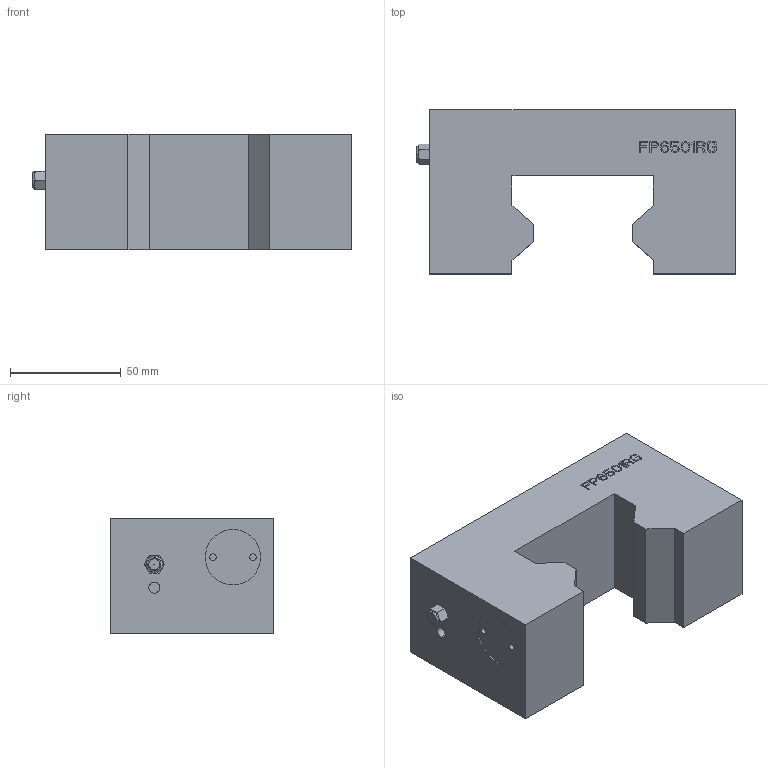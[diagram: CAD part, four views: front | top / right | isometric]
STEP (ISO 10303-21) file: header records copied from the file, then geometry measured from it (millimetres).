
FILE_DESCRIPTION((''),'2;1');
FILE_NAME('FP6501RG','2022-10-12T23:32:47',('lx'),(''),'CREO PARAMETRIC BY PTC INC, 2018100','CREO PARAMETRIC BY PTC INC, 2018100','');
FILE_SCHEMA(('CONFIG_CONTROL_DESIGN'));
Length unit declared in the file: millimetre
Products named in the file (1): FP6501RG
Bounding box: 144 x 74 x 52 mm (x, y, z)
Volume: 394007.7 mm3; surface area: 46219.6 mm2
Topology: 1 solids, 2 shells, 381 faces, 1017 edges, 673 vertices
Faces by surface type: plane 315, cylinder 46, cone 16, torus 2, sphere 2
Entity records: 11805 total; most frequent: CARTESIAN_POINT 2183, ORIENTED_EDGE 2030, DIRECTION 1875, EDGE_CURVE 1015, VECTOR 869, LINE 869, VERTEX_POINT 673, AXIS2_PLACEMENT_3D 503
